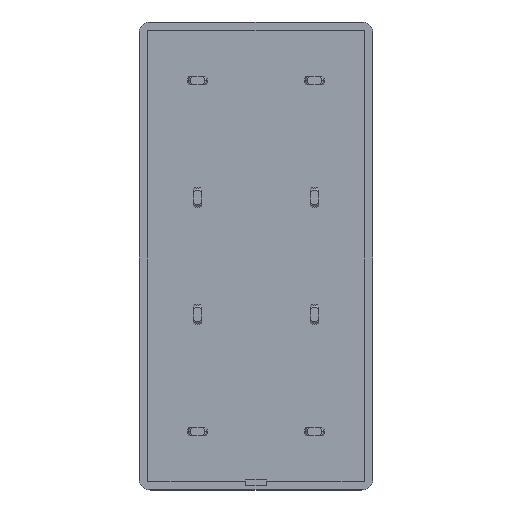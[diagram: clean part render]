
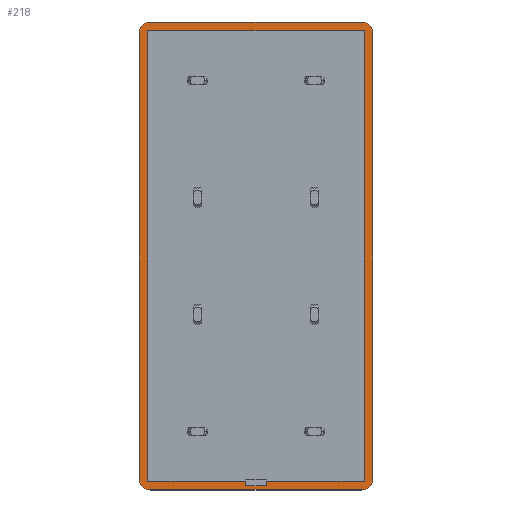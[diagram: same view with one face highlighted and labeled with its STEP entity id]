
A CAD part, top view. The second image highlights one B-rep face of the part: STEP entity #218.
In plain terms, the highlighted planar face has unit normal (0, 0, 1).
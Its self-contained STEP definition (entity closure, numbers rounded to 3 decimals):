
#218=ADVANCED_FACE('NONE',(#528,#529),#530,.T.);
#528=FACE_OUTER_BOUND('',#920,.T.);
#529=FACE_BOUND('',#921,.T.);
#530=PLANE('',#922);
#920=EDGE_LOOP('',(#1512,#1513,#1514,#1515,#1516,#1517,#1518,#1519));
#921=EDGE_LOOP('',(#1520,#1521,#1522,#1523,#1524,#1525,#1526,#1527));
#922=AXIS2_PLACEMENT_3D('',#1528,#1529,#1530);
#1512=ORIENTED_EDGE('',*,*,#2493,.T.);
#1513=ORIENTED_EDGE('',*,*,#2497,.T.);
#1514=ORIENTED_EDGE('',*,*,#2501,.T.);
#1515=ORIENTED_EDGE('',*,*,#2505,.T.);
#1516=ORIENTED_EDGE('',*,*,#2509,.T.);
#1517=ORIENTED_EDGE('',*,*,#2513,.T.);
#1518=ORIENTED_EDGE('',*,*,#2517,.T.);
#1519=ORIENTED_EDGE('',*,*,#2520,.T.);
#1520=ORIENTED_EDGE('',*,*,#2522,.F.);
#1521=ORIENTED_EDGE('',*,*,#2445,.F.);
#1522=ORIENTED_EDGE('',*,*,#2523,.F.);
#1523=ORIENTED_EDGE('',*,*,#2524,.F.);
#1524=ORIENTED_EDGE('',*,*,#2525,.F.);
#1525=ORIENTED_EDGE('',*,*,#2526,.F.);
#1526=ORIENTED_EDGE('',*,*,#2527,.F.);
#1527=ORIENTED_EDGE('',*,*,#2528,.F.);
#1528=CARTESIAN_POINT('',(-36.0,-76.0,4.0));
#1529=DIRECTION('',(0.0,0.0,1.0));
#1530=DIRECTION('',(1.0,-0.0,0.0));
#2445=EDGE_CURVE('NONE',#2961,#2962,#2963,.T.);
#2493=EDGE_CURVE('NONE',#3040,#3045,#3047,.T.);
#2497=EDGE_CURVE('NONE',#3045,#3051,#3053,.T.);
#2501=EDGE_CURVE('NONE',#3051,#3057,#3059,.T.);
#2505=EDGE_CURVE('NONE',#3057,#3063,#3065,.T.);
#2509=EDGE_CURVE('NONE',#3063,#3069,#3071,.T.);
#2513=EDGE_CURVE('NONE',#3069,#3075,#3077,.T.);
#2517=EDGE_CURVE('NONE',#3075,#3081,#3083,.T.);
#2520=EDGE_CURVE('NONE',#3081,#3040,#3086,.T.);
#2522=EDGE_CURVE('NONE',#2962,#3088,#3089,.T.);
#2523=EDGE_CURVE('NONE',#3090,#2961,#3091,.T.);
#2524=EDGE_CURVE('NONE',#3092,#3090,#3093,.T.);
#2525=EDGE_CURVE('NONE',#3094,#3092,#3095,.T.);
#2526=EDGE_CURVE('NONE',#3096,#3094,#3097,.T.);
#2527=EDGE_CURVE('NONE',#3098,#3096,#3099,.T.);
#2528=EDGE_CURVE('NONE',#3088,#3098,#3100,.T.);
#2961=VERTEX_POINT('NONE',#3697);
#2962=VERTEX_POINT('NONE',#3698);
#2963=LINE('',#3699,#3700);
#3040=VERTEX_POINT('NONE',#3803);
#3045=VERTEX_POINT('NONE',#3809);
#3047=CIRCLE('',#3812,4.0);
#3051=VERTEX_POINT('NONE',#3817);
#3053=LINE('',#3820,#3821);
#3057=VERTEX_POINT('NONE',#3825);
#3059=CIRCLE('',#3828,4.);
#3063=VERTEX_POINT('NONE',#3833);
#3065=LINE('',#3836,#3837);
#3069=VERTEX_POINT('NONE',#3841);
#3071=CIRCLE('',#3844,4.0);
#3075=VERTEX_POINT('NONE',#3849);
#3077=LINE('',#3852,#3853);
#3081=VERTEX_POINT('NONE',#3857);
#3083=CIRCLE('',#3860,4.0);
#3086=LINE('',#3864,#3865);
#3088=VERTEX_POINT('NONE',#3867);
#3089=LINE('',#3868,#3869);
#3090=VERTEX_POINT('NONE',#3870);
#3091=LINE('',#3871,#3872);
#3092=VERTEX_POINT('NONE',#3873);
#3093=LINE('',#3874,#3875);
#3094=VERTEX_POINT('NONE',#3876);
#3095=LINE('',#3877,#3878);
#3096=VERTEX_POINT('NONE',#3879);
#3097=LINE('',#3880,#3881);
#3098=VERTEX_POINT('NONE',#3882);
#3099=LINE('',#3883,#3884);
#3100=LINE('',#3885,#3886);
#3697=CARTESIAN_POINT('',(-37.0,-77.0,4.0));
#3698=CARTESIAN_POINT('',(-3.5,-77.0,4.0));
#3699=CARTESIAN_POINT('',(-37.0,-77.0,4.0));
#3700=VECTOR('',#4658,1000.0);
#3803=CARTESIAN_POINT('',(-40.0,-76.0,4.0));
#3809=CARTESIAN_POINT('',(-36.0,-80.0,4.0));
#3812=AXIS2_PLACEMENT_3D('',#4738,#4739,#4740);
#3817=CARTESIAN_POINT('',(36.0,-80.0,4.0));
#3820=CARTESIAN_POINT('',(36.0,-80.0,4.0));
#3821=VECTOR('',#4743,1000.0);
#3825=CARTESIAN_POINT('',(40.0,-76.0,4.0));
#3828=AXIS2_PLACEMENT_3D('',#4748,#4749,#4750);
#3833=CARTESIAN_POINT('',(40.0,76.0,4.0));
#3836=CARTESIAN_POINT('',(40.0,76.0,4.0));
#3837=VECTOR('',#4753,1000.0);
#3841=CARTESIAN_POINT('',(36.0,80.0,4.0));
#3844=AXIS2_PLACEMENT_3D('',#4758,#4759,#4760);
#3849=CARTESIAN_POINT('',(-36.0,80.0,4.0));
#3852=CARTESIAN_POINT('',(36.0,80.0,4.0));
#3853=VECTOR('',#4763,1000.0);
#3857=CARTESIAN_POINT('',(-40.0,76.0,4.0));
#3860=AXIS2_PLACEMENT_3D('',#4768,#4769,#4770);
#3864=CARTESIAN_POINT('',(-40.0,76.0,4.0));
#3865=VECTOR('',#4772,1000.0);
#3867=CARTESIAN_POINT('',(-3.5,-78.5,4.0));
#3868=CARTESIAN_POINT('',(-3.5,-76.5,4.0));
#3869=VECTOR('',#4773,1000.0);
#3870=CARTESIAN_POINT('',(-37.0,77.0,4.0));
#3871=CARTESIAN_POINT('',(-37.0,77.0,4.0));
#3872=VECTOR('',#4774,1000.0);
#3873=CARTESIAN_POINT('',(37.0,77.0,4.0));
#3874=CARTESIAN_POINT('',(-37.0,77.0,4.0));
#3875=VECTOR('',#4775,1000.0);
#3876=CARTESIAN_POINT('',(37.0,-77.0,4.0));
#3877=CARTESIAN_POINT('',(37.0,77.0,4.0));
#3878=VECTOR('',#4776,1000.0);
#3879=CARTESIAN_POINT('',(3.5,-77.0,4.0));
#3880=CARTESIAN_POINT('',(-37.0,-77.0,4.0));
#3881=VECTOR('',#4777,1000.0);
#3882=CARTESIAN_POINT('',(3.5,-78.5,4.0));
#3883=CARTESIAN_POINT('',(3.5,-76.5,4.0));
#3884=VECTOR('',#4778,1000.0);
#3885=CARTESIAN_POINT('',(-3.5,-78.5,4.0));
#3886=VECTOR('',#4779,1000.0);
#4658=DIRECTION('',(1.0,0.,0.0));
#4738=CARTESIAN_POINT('',(-36.0,-76.0,4.0));
#4739=DIRECTION('',(0.0,0.0,1.0));
#4740=DIRECTION('',(1.0,0.0,0.0));
#4743=DIRECTION('',(1.0,0.,-0.0));
#4748=CARTESIAN_POINT('',(36.0,-76.0,4.0));
#4749=DIRECTION('',(0.0,0.0,1.0));
#4750=DIRECTION('',(1.0,0.0,0.0));
#4753=DIRECTION('',(-0.0,1.0,-0.0));
#4758=CARTESIAN_POINT('',(36.0,76.0,4.0));
#4759=DIRECTION('',(0.0,0.0,1.0));
#4760=DIRECTION('',(1.0,0.0,0.0));
#4763=DIRECTION('',(-1.0,0.,0.0));
#4768=CARTESIAN_POINT('',(-36.0,76.0,4.0));
#4769=DIRECTION('',(0.0,0.0,1.0));
#4770=DIRECTION('',(1.0,0.0,0.0));
#4772=DIRECTION('',(0.,-1.0,0.0));
#4773=DIRECTION('',(0.,-1.0,0.0));
#4774=DIRECTION('',(0.,-1.0,0.0));
#4775=DIRECTION('',(-1.0,-0.0,-0.0));
#4776=DIRECTION('',(0.,1.0,-0.0));
#4777=DIRECTION('',(1.0,0.,0.0));
#4778=DIRECTION('',(0.,1.0,-0.0));
#4779=DIRECTION('',(1.0,0.0,0.0));
